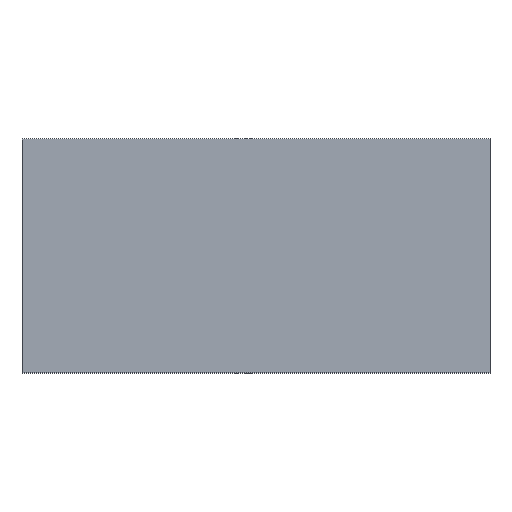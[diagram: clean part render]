
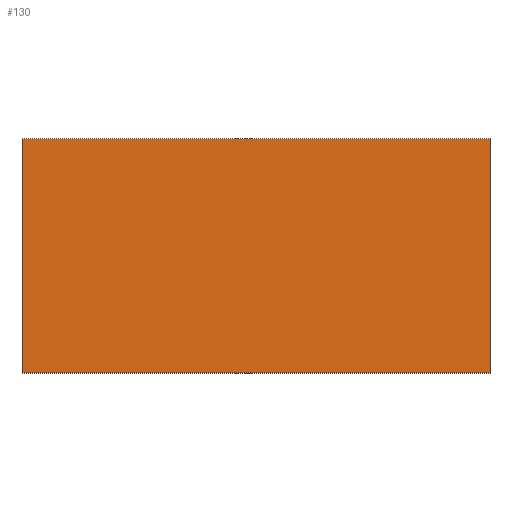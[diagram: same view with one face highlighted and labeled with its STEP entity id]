
A CAD part, top view. The second image highlights one B-rep face of the part: STEP entity #130.
In plain terms, the highlighted planar face has unit normal (0, 0, 1).
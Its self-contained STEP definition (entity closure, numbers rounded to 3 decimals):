
#6 = FACE_OUTER_BOUND ( 'NONE', #49, .T. ) ;
#7 = CARTESIAN_POINT ( 'NONE',  ( -500., 250., 6. ) ) ;
#8 = CARTESIAN_POINT ( 'NONE',  ( 500., -250., 6. ) ) ;
#18 = VECTOR ( 'NONE', #127, 1000. ) ;
#23 = LINE ( 'NONE', #135, #46 ) ;
#24 = AXIS2_PLACEMENT_3D ( 'NONE', #32, #113, #45 ) ;
#32 = CARTESIAN_POINT ( 'NONE',  ( -500., -250., 6. ) ) ;
#36 = ORIENTED_EDGE ( 'NONE', *, *, #175, .T. ) ;
#39 = CARTESIAN_POINT ( 'NONE',  ( -500., -250., 6. ) ) ;
#40 = VERTEX_POINT ( 'NONE', #39 ) ;
#42 = EDGE_CURVE ( 'NONE', #81, #40, #68, .T. ) ;
#43 = CARTESIAN_POINT ( 'NONE',  ( -500., 250., 6. ) ) ;
#45 = DIRECTION ( 'NONE',  ( 1., 0., 0. ) ) ;
#46 = VECTOR ( 'NONE', #57, 1000. ) ;
#49 = EDGE_LOOP ( 'NONE', ( #36, #120, #124, #62 ) ) ;
#57 = DIRECTION ( 'NONE',  ( 0., 1., 0. ) ) ;
#62 = ORIENTED_EDGE ( 'NONE', *, *, #173, .T. ) ;
#68 = LINE ( 'NONE', #43, #18 ) ;
#69 = DIRECTION ( 'NONE',  ( 1., 0., 0. ) ) ;
#71 = LINE ( 'NONE', #168, #89 ) ;
#78 = VERTEX_POINT ( 'NONE', #8 ) ;
#79 = DIRECTION ( 'NONE',  ( -1., 0., 0. ) ) ;
#81 = VERTEX_POINT ( 'NONE', #7 ) ;
#83 = VECTOR ( 'NONE', #79, 1000. ) ;
#89 = VECTOR ( 'NONE', #69, 1000. ) ;
#113 = DIRECTION ( 'NONE',  ( 0., 0., 1. ) ) ;
#120 = ORIENTED_EDGE ( 'NONE', *, *, #177, .T. ) ;
#124 = ORIENTED_EDGE ( 'NONE', *, *, #42, .T. ) ;
#127 = DIRECTION ( 'NONE',  ( 0., -1., 0. ) ) ;
#130 = ADVANCED_FACE ( 'NONE', ( #6 ), #185, .T. ) ;
#135 = CARTESIAN_POINT ( 'NONE',  ( 500., -250., 6. ) ) ;
#168 = CARTESIAN_POINT ( 'NONE',  ( -500., -250., 6. ) ) ;
#170 = CARTESIAN_POINT ( 'NONE',  ( 500., 250., 6. ) ) ;
#173 = EDGE_CURVE ( 'NONE', #40, #78, #71, .T. ) ;
#175 = EDGE_CURVE ( 'NONE', #78, #197, #23, .T. ) ;
#177 = EDGE_CURVE ( 'NONE', #197, #81, #179, .T. ) ;
#179 = LINE ( 'NONE', #182, #83 ) ;
#182 = CARTESIAN_POINT ( 'NONE',  ( 500., 250., 6. ) ) ;
#185 = PLANE ( 'NONE',  #24 ) ;
#197 = VERTEX_POINT ( 'NONE', #170 ) ;
